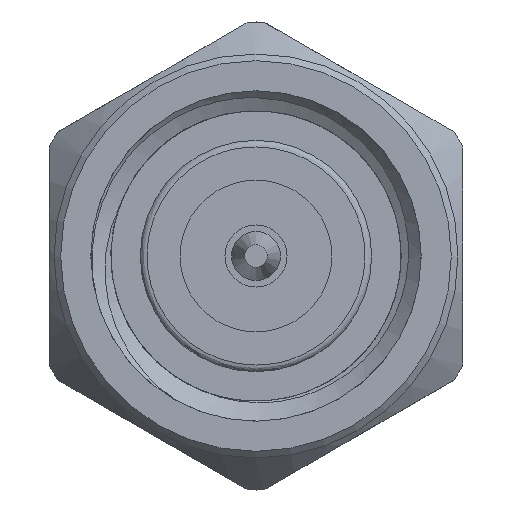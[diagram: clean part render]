
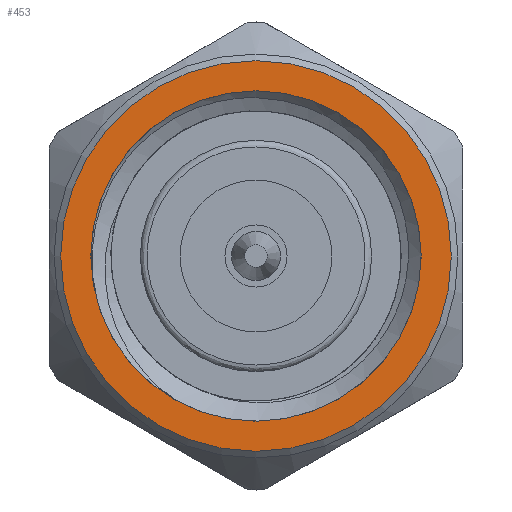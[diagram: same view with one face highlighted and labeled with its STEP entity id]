
A CAD part, left-side view. The second image highlights one B-rep face of the part: STEP entity #453.
In plain terms, the highlighted planar face has unit normal (-1, 0, 0).
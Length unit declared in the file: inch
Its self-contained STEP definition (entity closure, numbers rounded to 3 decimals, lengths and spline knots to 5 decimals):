
#237 = DIRECTION ( 'NONE',  ( 0., 0., -1. ) ) ;
#286 = CARTESIAN_POINT ( 'NONE',  ( 0., 0., 0.125 ) ) ;
#453 = ADVANCED_FACE ( 'NONE', ( #3986, #1116 ), #1513, .F. ) ;
#482 = EDGE_CURVE ( 'NONE', #4068, #4068, #3805, .T. ) ;
#1059 = AXIS2_PLACEMENT_3D ( 'NONE', #3417, #3379, #1788 ) ;
#1116 = FACE_BOUND ( 'NONE', #3635, .T. ) ;
#1127 = EDGE_LOOP ( 'NONE', ( #2765 ) ) ;
#1178 = DIRECTION ( 'NONE',  ( 0., 0., 1. ) ) ;
#1513 = PLANE ( 'NONE',  #1059 ) ;
#1598 = VERTEX_POINT ( 'NONE', #2930 ) ;
#1739 = AXIS2_PLACEMENT_3D ( 'NONE', #3360, #3666, #1178 ) ;
#1788 = DIRECTION ( 'NONE',  ( 0., 0., -1. ) ) ;
#2022 = EDGE_CURVE ( 'NONE', #1598, #1598, #3079, .T. ) ;
#2487 = DIRECTION ( 'NONE',  ( 1., 0., 0. ) ) ;
#2765 = ORIENTED_EDGE ( 'NONE', *, *, #2022, .F. ) ;
#2930 = CARTESIAN_POINT ( 'NONE',  ( 0., 0., -0.14779 ) ) ;
#3079 = CIRCLE ( 'NONE', #3478, 0.14779 ) ;
#3321 = ORIENTED_EDGE ( 'NONE', *, *, #482, .T. ) ;
#3360 = CARTESIAN_POINT ( 'NONE',  ( 0., 0., 0. ) ) ;
#3379 = DIRECTION ( 'NONE',  ( 1., 0., 0. ) ) ;
#3417 = CARTESIAN_POINT ( 'NONE',  ( 0., 0., 0. ) ) ;
#3447 = CARTESIAN_POINT ( 'NONE',  ( 0., 0., 0. ) ) ;
#3478 = AXIS2_PLACEMENT_3D ( 'NONE', #3447, #2487, #237 ) ;
#3635 = EDGE_LOOP ( 'NONE', ( #3321 ) ) ;
#3666 = DIRECTION ( 'NONE',  ( 1., 0., 0. ) ) ;
#3805 = CIRCLE ( 'NONE', #1739, 0.125 ) ;
#3986 = FACE_OUTER_BOUND ( 'NONE', #1127, .T. ) ;
#4068 = VERTEX_POINT ( 'NONE', #286 ) ;
